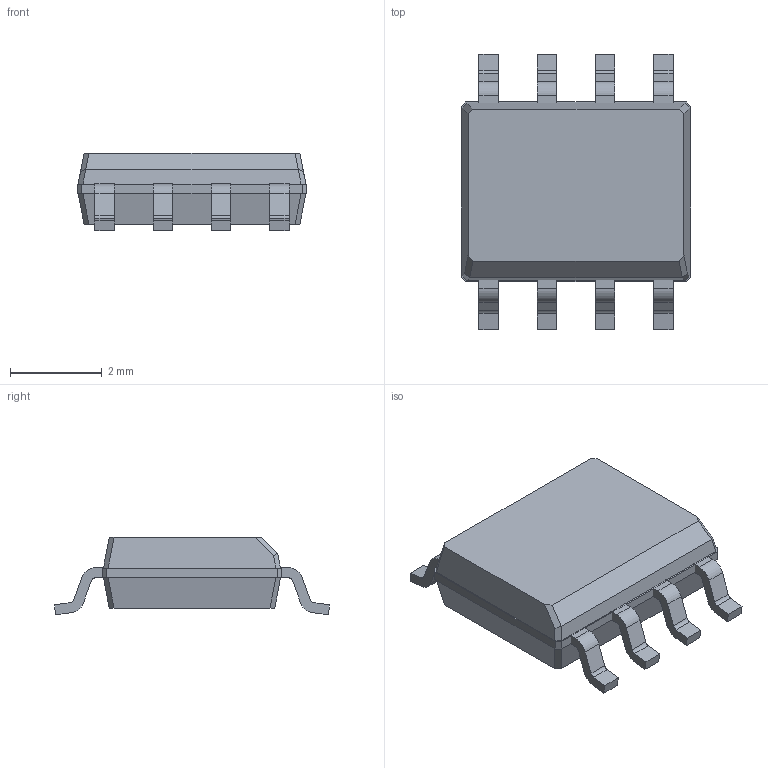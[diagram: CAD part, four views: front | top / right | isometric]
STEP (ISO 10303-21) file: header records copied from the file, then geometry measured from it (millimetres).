
FILE_DESCRIPTION(/* description */ (''),/* implementation_level */ '2;1');
FILE_NAME(/* name */ 'SO-8.step',/* time_stamp */ '2021-10-13T16:25:10+02:00',/* author */ (''),/* organization */ (''),/* preprocessor_version */ 'ST-DEVELOPER v18.1',/* originating_system */ 'Autodesk Translation Framework v10.10.0.1391',/* authorisation */ '');
FILE_SCHEMA (('AUTOMOTIVE_DESIGN { 1 0 10303 214 3 1 1 }'));
Length unit declared in the file: millimetre
Products named in the file (1): SO-8
Bounding box: 5 x 6 x 1.69 mm (x, y, z)
Volume: 30.5 mm3; surface area: 96.7 mm2
Topology: 5 solids, 5 shells, 119 faces, 321 edges, 214 vertices
Faces by surface type: plane 87, cylinder 32
Entity records: 3762 total; most frequent: CARTESIAN_POINT 655, ORIENTED_EDGE 642, DIRECTION 625, EDGE_CURVE 321, LINE 257, VECTOR 257, VERTEX_POINT 214, AXIS2_PLACEMENT_3D 184
